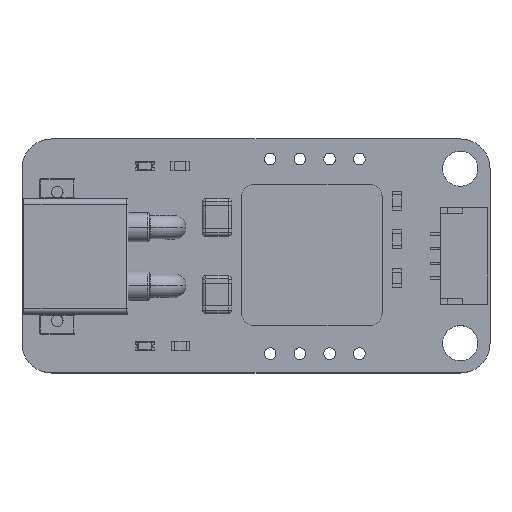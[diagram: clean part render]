
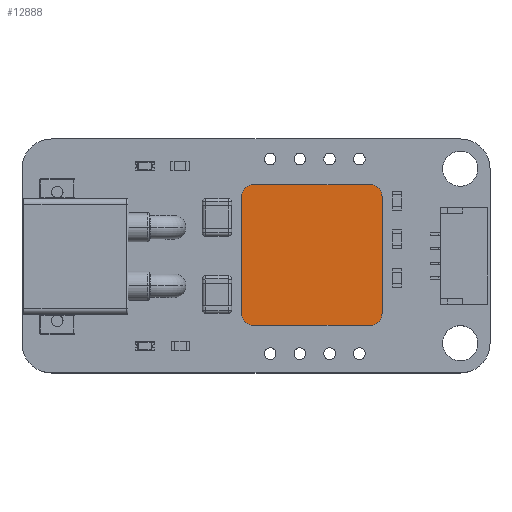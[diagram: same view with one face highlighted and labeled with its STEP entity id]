
A CAD part, top view. The second image highlights one B-rep face of the part: STEP entity #12888.
In plain terms, the highlighted planar face has unit normal (0, 0, 1).
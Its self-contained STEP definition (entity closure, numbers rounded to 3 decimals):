
#1650 = EDGE_CURVE ( 'NONE', #7289, #15286, #23761, .T. ) ;
#3322 = CIRCLE ( 'NONE', #15708, 1. ) ;
#3909 = DIRECTION ( 'NONE',  ( 0., 0., 1. ) ) ;
#4015 = CARTESIAN_POINT ( 'NONE',  ( 55.175, 30.477, 4.2 ) ) ;
#4392 = AXIS2_PLACEMENT_3D ( 'NONE', #9703, #3909, #15662 ) ;
#5145 = CARTESIAN_POINT ( 'NONE',  ( 56.175, 41.477, 4.2 ) ) ;
#5521 = EDGE_CURVE ( 'NONE', #25078, #11271, #29219, .T. ) ;
#5750 = DIRECTION ( 'NONE',  ( 0., 0., 1. ) ) ;
#5923 = CARTESIAN_POINT ( 'NONE',  ( 55.175, 40.477, 4.2 ) ) ;
#6546 = DIRECTION ( 'NONE',  ( 0., 0., 1. ) ) ;
#7289 = VERTEX_POINT ( 'NONE', #14321 ) ;
#7637 = CARTESIAN_POINT ( 'NONE',  ( 44.175, 30.477, 4.2 ) ) ;
#8120 = ORIENTED_EDGE ( 'NONE', *, *, #30460, .T. ) ;
#8282 = CIRCLE ( 'NONE', #16291, 1. ) ;
#8380 = CARTESIAN_POINT ( 'NONE',  ( 44.175, 29.477, 4.2 ) ) ;
#8585 = AXIS2_PLACEMENT_3D ( 'NONE', #21249, #6546, #12139 ) ;
#9703 = CARTESIAN_POINT ( 'NONE',  ( 45.175, 30.477, 4.2 ) ) ;
#9732 = CARTESIAN_POINT ( 'NONE',  ( 45.175, 41.477, 4.2 ) ) ;
#10430 = CARTESIAN_POINT ( 'NONE',  ( 45.175, 29.477, 4.2 ) ) ;
#10550 = EDGE_LOOP ( 'NONE', ( #25750, #15435, #31411, #19961, #13723, #8120, #11617, #27683 ) ) ;
#11271 = VERTEX_POINT ( 'NONE', #23059 ) ;
#11617 = ORIENTED_EDGE ( 'NONE', *, *, #32560, .T. ) ;
#12139 = DIRECTION ( 'NONE',  ( 1., 0., 0. ) ) ;
#12351 = FACE_OUTER_BOUND ( 'NONE', #10550, .T. ) ;
#12888 = ADVANCED_FACE ( 'NONE', ( #12351 ), #29730, .T. ) ;
#13723 = ORIENTED_EDGE ( 'NONE', *, *, #5521, .T. ) ;
#13768 = CARTESIAN_POINT ( 'NONE',  ( 55.175, 41.477, 4.2 ) ) ;
#14321 = CARTESIAN_POINT ( 'NONE',  ( 56.175, 40.477, 4.2 ) ) ;
#14499 = DIRECTION ( 'NONE',  ( 1., 0., 0. ) ) ;
#15286 = VERTEX_POINT ( 'NONE', #13768 ) ;
#15435 = ORIENTED_EDGE ( 'NONE', *, *, #31042, .T. ) ;
#15471 = DIRECTION ( 'NONE',  ( -1., 0., 0. ) ) ;
#15482 = CIRCLE ( 'NONE', #4392, 1. ) ;
#15640 = EDGE_CURVE ( 'NONE', #15286, #26690, #21108, .T. ) ;
#15662 = DIRECTION ( 'NONE',  ( 1., 0., 0. ) ) ;
#15708 = AXIS2_PLACEMENT_3D ( 'NONE', #17199, #35369, #14499 ) ;
#16137 = CARTESIAN_POINT ( 'NONE',  ( 44.175, 41.477, 4.2 ) ) ;
#16291 = AXIS2_PLACEMENT_3D ( 'NONE', #4015, #36879, #27606 ) ;
#16470 = VECTOR ( 'NONE', #20232, 1000. ) ;
#17199 = CARTESIAN_POINT ( 'NONE',  ( 45.175, 40.477, 4.2 ) ) ;
#17284 = VECTOR ( 'NONE', #15471, 1000. ) ;
#17529 = VECTOR ( 'NONE', #33925, 1000. ) ;
#18362 = VERTEX_POINT ( 'NONE', #7637 ) ;
#18665 = CARTESIAN_POINT ( 'NONE',  ( 56.175, 30.477, 4.2 ) ) ;
#19961 = ORIENTED_EDGE ( 'NONE', *, *, #35275, .T. ) ;
#19973 = CARTESIAN_POINT ( 'NONE',  ( 44.175, 40.477, 4.2 ) ) ;
#20232 = DIRECTION ( 'NONE',  ( 0., 1., 0. ) ) ;
#20525 = EDGE_CURVE ( 'NONE', #28525, #18362, #30810, .T. ) ;
#21108 = LINE ( 'NONE', #24451, #17284 ) ;
#21249 = CARTESIAN_POINT ( 'NONE',  ( 50.175, 35.477, 4.2 ) ) ;
#22763 = LINE ( 'NONE', #5145, #16470 ) ;
#23059 = CARTESIAN_POINT ( 'NONE',  ( 55.175, 29.477, 4.2 ) ) ;
#23488 = DIRECTION ( 'NONE',  ( 1., 0., 0. ) ) ;
#23761 = CIRCLE ( 'NONE', #37937, 1. ) ;
#24451 = CARTESIAN_POINT ( 'NONE',  ( 44.175, 41.477, 4.2 ) ) ;
#25078 = VERTEX_POINT ( 'NONE', #10430 ) ;
#25750 = ORIENTED_EDGE ( 'NONE', *, *, #15640, .T. ) ;
#26690 = VERTEX_POINT ( 'NONE', #9732 ) ;
#27356 = VERTEX_POINT ( 'NONE', #18665 ) ;
#27606 = DIRECTION ( 'NONE',  ( 1., 0., 0. ) ) ;
#27683 = ORIENTED_EDGE ( 'NONE', *, *, #1650, .T. ) ;
#28525 = VERTEX_POINT ( 'NONE', #19973 ) ;
#29219 = LINE ( 'NONE', #8380, #37969 ) ;
#29730 = PLANE ( 'NONE',  #8585 ) ;
#30460 = EDGE_CURVE ( 'NONE', #11271, #27356, #8282, .T. ) ;
#30810 = LINE ( 'NONE', #16137, #17529 ) ;
#31042 = EDGE_CURVE ( 'NONE', #26690, #28525, #3322, .T. ) ;
#31411 = ORIENTED_EDGE ( 'NONE', *, *, #20525, .T. ) ;
#32560 = EDGE_CURVE ( 'NONE', #27356, #7289, #22763, .T. ) ;
#32590 = DIRECTION ( 'NONE',  ( 1., 0., 0. ) ) ;
#33925 = DIRECTION ( 'NONE',  ( 0., -1., 0. ) ) ;
#35275 = EDGE_CURVE ( 'NONE', #18362, #25078, #15482, .T. ) ;
#35369 = DIRECTION ( 'NONE',  ( 0., 0., 1. ) ) ;
#36879 = DIRECTION ( 'NONE',  ( 0., 0., 1. ) ) ;
#37937 = AXIS2_PLACEMENT_3D ( 'NONE', #5923, #5750, #32590 ) ;
#37969 = VECTOR ( 'NONE', #23488, 1000. ) ;
